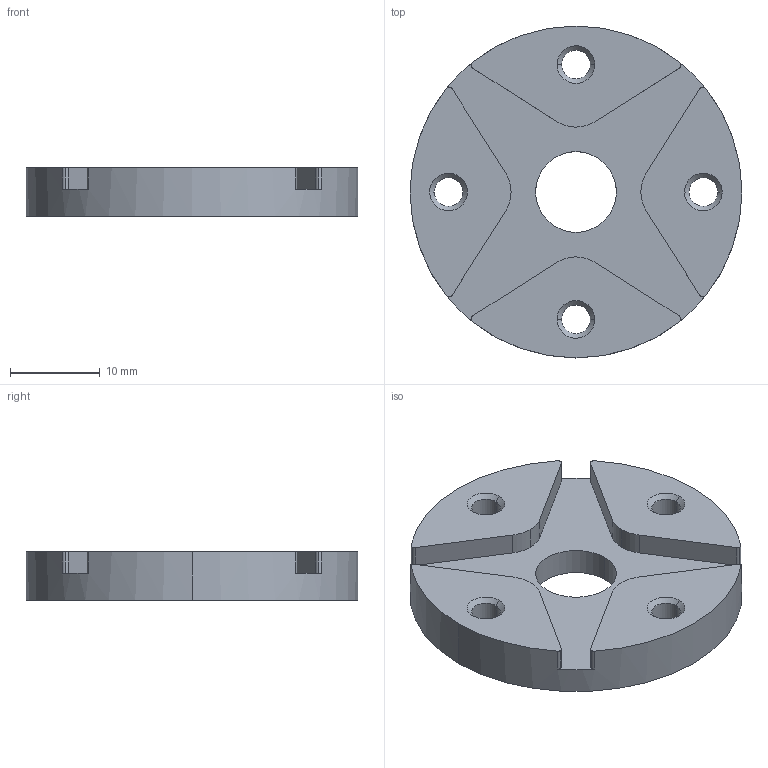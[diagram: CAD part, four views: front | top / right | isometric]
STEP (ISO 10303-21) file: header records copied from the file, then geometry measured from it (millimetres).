
FILE_DESCRIPTION(('STEP AP214'),'1');
FILE_NAME('Servo_axis_inf_pocket..stp','2024-01-30T08:39:20',(' '),(' '),'Spatial InterOp 3D',' ',' ');
FILE_SCHEMA(('AUTOMOTIVE_DESIGN { 1 0 10303 214 1 1 1 1 }'));
Length unit declared in the file: metre
Products named in the file (1): Servo_axis_inf_pocket
Bounding box: 37 x 37 x 5.44 mm (x, y, z)
Volume: 4244.1 mm3; surface area: 3093.4 mm2
Topology: 1 solids, 1 shells, 66 faces, 184 edges, 120 vertices
Faces by surface type: cylinder 36, cone 16, plane 14
Entity records: 2213 total; most frequent: DIRECTION 422, CARTESIAN_POINT 371, ORIENTED_EDGE 368, EDGE_CURVE 184, AXIS2_PLACEMENT_3D 171, VERTEX_POINT 120, CIRCLE 104, LINE 80
